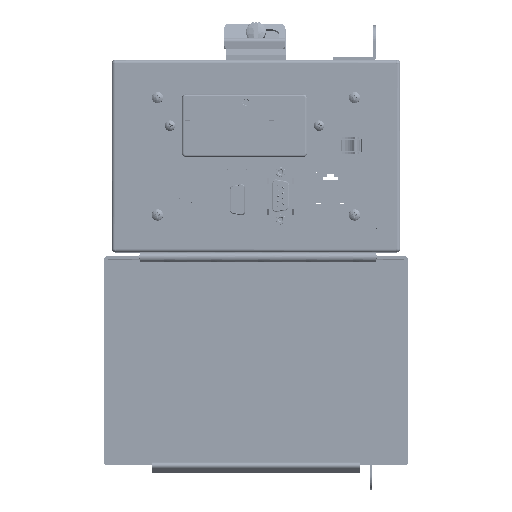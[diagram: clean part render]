
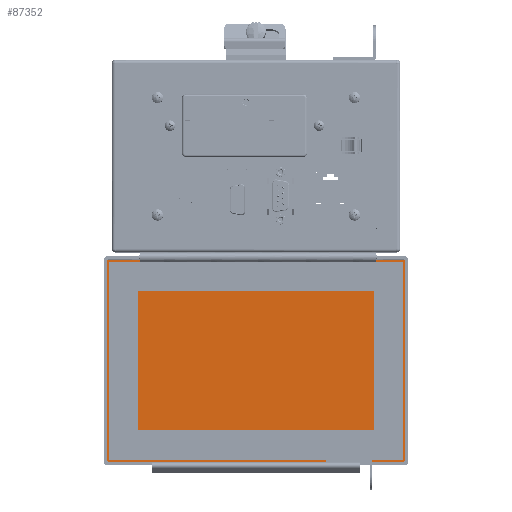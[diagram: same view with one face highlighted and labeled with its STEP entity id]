
A CAD part, top view. The second image highlights one B-rep face of the part: STEP entity #87352.
In plain terms, the highlighted planar face has unit normal (0, 0, 1).
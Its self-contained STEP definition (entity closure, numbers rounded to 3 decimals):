
#252 = VERTEX_POINT ( 'NONE', #90069 ) ;
#567 = EDGE_CURVE ( 'NONE', #183632, #257314, #259097, .T. ) ;
#4016 = CARTESIAN_POINT ( 'NONE',  ( -78.613, -160.982, 22.479 ) ) ;
#6821 = CARTESIAN_POINT ( 'NONE',  ( 0., -160.02, 22.479 ) ) ;
#9255 = ORIENTED_EDGE ( 'NONE', *, *, #52232, .T. ) ;
#13626 = ORIENTED_EDGE ( 'NONE', *, *, #120307, .T. ) ;
#14985 = VECTOR ( 'NONE', #43868, 1000. ) ;
#18199 = LINE ( 'NONE', #186907, #90642 ) ;
#22088 = LINE ( 'NONE', #212560, #83944 ) ;
#22428 = LINE ( 'NONE', #166408, #179974 ) ;
#23413 = ORIENTED_EDGE ( 'NONE', *, *, #136743, .T. ) ;
#23427 = CARTESIAN_POINT ( 'NONE',  ( 78.613, -161.29, 22.479 ) ) ;
#23456 = CARTESIAN_POINT ( 'NONE',  ( -78.359, -54.61, 22.479 ) ) ;
#24250 = CARTESIAN_POINT ( 'NONE',  ( 78.613, -54.921, 22.479 ) ) ;
#37769 = DIRECTION ( 'NONE',  ( 1., 0., 0. ) ) ;
#43868 = DIRECTION ( 'NONE',  ( -1., 0., 0. ) ) ;
#44462 = VERTEX_POINT ( 'NONE', #301675 ) ;
#46874 = CARTESIAN_POINT ( 'NONE',  ( 0., -54.61, 22.479 ) ) ;
#52232 = EDGE_CURVE ( 'NONE', #140461, #281766, #22088, .T. ) ;
#57718 = EDGE_CURVE ( 'NONE', #200112, #257849, #283511, .T. ) ;
#59195 = LINE ( 'NONE', #248143, #278287 ) ;
#59239 = VECTOR ( 'NONE', #132955, 1000. ) ;
#60735 = VECTOR ( 'NONE', #145560, 1000. ) ;
#61338 = EDGE_LOOP ( 'NONE', ( #295361, #201668, #191202, #304832, #23413, #68992, #62454, #273274, #9255, #71227, #243188, #109510, #13626, #279420, #142692, #277913 ) ) ;
#62454 = ORIENTED_EDGE ( 'NONE', *, *, #126977, .T. ) ;
#62823 = CARTESIAN_POINT ( 'NONE',  ( 0., -161.29, 22.479 ) ) ;
#64329 = CIRCLE ( 'NONE', #237438, 0.317 ) ;
#68992 = ORIENTED_EDGE ( 'NONE', *, *, #186586, .T. ) ;
#69996 = EDGE_CURVE ( 'NONE', #281766, #97641, #174022, .T. ) ;
#71227 = ORIENTED_EDGE ( 'NONE', *, *, #69996, .T. ) ;
#72809 = CARTESIAN_POINT ( 'NONE',  ( 59.944, -107.95, 22.479 ) ) ;
#76408 = VECTOR ( 'NONE', #225000, 1000. ) ;
#80154 = FACE_OUTER_BOUND ( 'NONE', #61338, .T. ) ;
#83143 = EDGE_CURVE ( 'NONE', #97641, #152374, #264804, .T. ) ;
#83944 = VECTOR ( 'NONE', #262074, 1000. ) ;
#87352 = ADVANCED_FACE ( 'NONE', ( #80154 ), #126671, .T. ) ;
#88176 = CARTESIAN_POINT ( 'NONE',  ( -78.676, -54.61, 22.479 ) ) ;
#90069 = CARTESIAN_POINT ( 'NONE',  ( -61.15, -55.88, 22.479 ) ) ;
#90642 = VECTOR ( 'NONE', #143491, 1000. ) ;
#93107 = CARTESIAN_POINT ( 'NONE',  ( 59.944, -160.02, 22.479 ) ) ;
#93246 = CIRCLE ( 'NONE', #192065, 0.317 ) ;
#93686 = EDGE_CURVE ( 'NONE', #252, #183632, #174634, .T. ) ;
#97641 = VERTEX_POINT ( 'NONE', #93107 ) ;
#100270 = DIRECTION ( 'NONE',  ( 0., 0., -1. ) ) ;
#108354 = DIRECTION ( 'NONE',  ( 0., 0., -1. ) ) ;
#109510 = ORIENTED_EDGE ( 'NONE', *, *, #140081, .T. ) ;
#118972 = DIRECTION ( 'NONE',  ( 0., 1., 0. ) ) ;
#120307 = EDGE_CURVE ( 'NONE', #197465, #200112, #265311, .T. ) ;
#120895 = VECTOR ( 'NONE', #127561, 1000. ) ;
#126671 = PLANE ( 'NONE',  #134896 ) ;
#126977 = EDGE_CURVE ( 'NONE', #295068, #210799, #93246, .T. ) ;
#127561 = DIRECTION ( 'NONE',  ( 1., 0., 0. ) ) ;
#127903 = CARTESIAN_POINT ( 'NONE',  ( 59.944, -161.29, 22.479 ) ) ;
#130577 = LINE ( 'NONE', #132097, #76408 ) ;
#131791 = AXIS2_PLACEMENT_3D ( 'NONE', #238192, #100270, #118972 ) ;
#132097 = CARTESIAN_POINT ( 'NONE',  ( -78.613, -107.95, 22.479 ) ) ;
#132955 = DIRECTION ( 'NONE',  ( 1., 0., 0. ) ) ;
#134896 = AXIS2_PLACEMENT_3D ( 'NONE', #23427, #221113, #189118 ) ;
#136743 = EDGE_CURVE ( 'NONE', #257314, #157381, #165503, .T. ) ;
#140081 = EDGE_CURVE ( 'NONE', #152374, #197465, #275061, .T. ) ;
#140461 = VERTEX_POINT ( 'NONE', #291855 ) ;
#142692 = ORIENTED_EDGE ( 'NONE', *, *, #232285, .T. ) ;
#143491 = DIRECTION ( 'NONE',  ( 1., 0., 0. ) ) ;
#144540 = CARTESIAN_POINT ( 'NONE',  ( -61.15, -54.61, 22.479 ) ) ;
#145560 = DIRECTION ( 'NONE',  ( 0., 1., 0. ) ) ;
#151383 = CARTESIAN_POINT ( 'NONE',  ( -61.15, -107.95, 22.479 ) ) ;
#152374 = VERTEX_POINT ( 'NONE', #127903 ) ;
#157381 = VERTEX_POINT ( 'NONE', #158146 ) ;
#158146 = CARTESIAN_POINT ( 'NONE',  ( -78.613, -54.921, 22.479 ) ) ;
#164748 = EDGE_CURVE ( 'NONE', #210799, #140461, #252168, .T. ) ;
#165503 = CIRCLE ( 'NONE', #170580, 0.317 ) ;
#165746 = CARTESIAN_POINT ( 'NONE',  ( 78.613, -107.95, 22.479 ) ) ;
#166408 = CARTESIAN_POINT ( 'NONE',  ( 0., -55.88, 22.479 ) ) ;
#170580 = AXIS2_PLACEMENT_3D ( 'NONE', #88176, #108354, #207483 ) ;
#174022 = LINE ( 'NONE', #6821, #120895 ) ;
#174634 = LINE ( 'NONE', #151383, #201710 ) ;
#175235 = DIRECTION ( 'NONE',  ( 0., 0., -1. ) ) ;
#179974 = VECTOR ( 'NONE', #304358, 1000. ) ;
#183632 = VERTEX_POINT ( 'NONE', #144540 ) ;
#186586 = EDGE_CURVE ( 'NONE', #157381, #295068, #130577, .T. ) ;
#186907 = CARTESIAN_POINT ( 'NONE',  ( 71.025, -54.61, 22.479 ) ) ;
#189118 = DIRECTION ( 'NONE',  ( 0., 1., 0. ) ) ;
#191202 = ORIENTED_EDGE ( 'NONE', *, *, #93686, .T. ) ;
#192065 = AXIS2_PLACEMENT_3D ( 'NONE', #248390, #294926, #37769 ) ;
#193218 = VECTOR ( 'NONE', #240037, 1000. ) ;
#197465 = VERTEX_POINT ( 'NONE', #262680 ) ;
#200112 = VERTEX_POINT ( 'NONE', #305351 ) ;
#201668 = ORIENTED_EDGE ( 'NONE', *, *, #288709, .T. ) ;
#201710 = VECTOR ( 'NONE', #245849, 1000. ) ;
#207483 = DIRECTION ( 'NONE',  ( -1., 0., 0. ) ) ;
#210799 = VERTEX_POINT ( 'NONE', #239138 ) ;
#212560 = CARTESIAN_POINT ( 'NONE',  ( 37.084, -107.95, 22.479 ) ) ;
#214461 = DIRECTION ( 'NONE',  ( 1., 0., 0. ) ) ;
#215004 = VERTEX_POINT ( 'NONE', #301363 ) ;
#218568 = EDGE_CURVE ( 'NONE', #44462, #296535, #59195, .T. ) ;
#221113 = DIRECTION ( 'NONE',  ( 0., 0., 1. ) ) ;
#224162 = CARTESIAN_POINT ( 'NONE',  ( 37.084, -160.02, 22.479 ) ) ;
#224906 = DIRECTION ( 'NONE',  ( 0., 1., 0. ) ) ;
#225000 = DIRECTION ( 'NONE',  ( 0., -1., 0. ) ) ;
#231611 = DIRECTION ( 'NONE',  ( 1., 0., 0. ) ) ;
#232285 = EDGE_CURVE ( 'NONE', #257849, #215004, #64329, .T. ) ;
#237438 = AXIS2_PLACEMENT_3D ( 'NONE', #285751, #175235, #214461 ) ;
#238192 = CARTESIAN_POINT ( 'NONE',  ( 78.69, -161.29, 22.479 ) ) ;
#239138 = CARTESIAN_POINT ( 'NONE',  ( -78.373, -161.29, 22.479 ) ) ;
#240037 = DIRECTION ( 'NONE',  ( 0., -1., 0. ) ) ;
#243188 = ORIENTED_EDGE ( 'NONE', *, *, #83143, .T. ) ;
#245849 = DIRECTION ( 'NONE',  ( 0., 1., 0. ) ) ;
#248143 = CARTESIAN_POINT ( 'NONE',  ( 63.564, -55.118, 22.479 ) ) ;
#248390 = CARTESIAN_POINT ( 'NONE',  ( -78.69, -161.29, 22.479 ) ) ;
#248568 = CARTESIAN_POINT ( 'NONE',  ( 63.564, -54.61, 22.479 ) ) ;
#250629 = CARTESIAN_POINT ( 'NONE',  ( 0., -161.29, 22.479 ) ) ;
#252168 = LINE ( 'NONE', #250629, #59239 ) ;
#257314 = VERTEX_POINT ( 'NONE', #23456 ) ;
#257849 = VERTEX_POINT ( 'NONE', #24250 ) ;
#259097 = LINE ( 'NONE', #46874, #14985 ) ;
#262074 = DIRECTION ( 'NONE',  ( 0., 1., 0. ) ) ;
#262680 = CARTESIAN_POINT ( 'NONE',  ( 78.373, -161.29, 22.479 ) ) ;
#264804 = LINE ( 'NONE', #72809, #193218 ) ;
#265311 = CIRCLE ( 'NONE', #131791, 0.317 ) ;
#273274 = ORIENTED_EDGE ( 'NONE', *, *, #164748, .T. ) ;
#275061 = LINE ( 'NONE', #62823, #280267 ) ;
#277913 = ORIENTED_EDGE ( 'NONE', *, *, #287341, .F. ) ;
#278287 = VECTOR ( 'NONE', #224906, 1000. ) ;
#279420 = ORIENTED_EDGE ( 'NONE', *, *, #57718, .T. ) ;
#280267 = VECTOR ( 'NONE', #231611, 1000. ) ;
#281766 = VERTEX_POINT ( 'NONE', #224162 ) ;
#283511 = LINE ( 'NONE', #165746, #60735 ) ;
#285751 = CARTESIAN_POINT ( 'NONE',  ( 78.677, -54.61, 22.479 ) ) ;
#287341 = EDGE_CURVE ( 'NONE', #296535, #215004, #18199, .T. ) ;
#288709 = EDGE_CURVE ( 'NONE', #44462, #252, #22428, .T. ) ;
#291855 = CARTESIAN_POINT ( 'NONE',  ( 37.084, -161.29, 22.479 ) ) ;
#294926 = DIRECTION ( 'NONE',  ( 0., 0., -1. ) ) ;
#295068 = VERTEX_POINT ( 'NONE', #4016 ) ;
#295361 = ORIENTED_EDGE ( 'NONE', *, *, #218568, .F. ) ;
#296535 = VERTEX_POINT ( 'NONE', #248568 ) ;
#301363 = CARTESIAN_POINT ( 'NONE',  ( 78.359, -54.61, 22.479 ) ) ;
#301675 = CARTESIAN_POINT ( 'NONE',  ( 63.564, -55.88, 22.479 ) ) ;
#304358 = DIRECTION ( 'NONE',  ( -1., 0., 0. ) ) ;
#304832 = ORIENTED_EDGE ( 'NONE', *, *, #567, .T. ) ;
#305351 = CARTESIAN_POINT ( 'NONE',  ( 78.613, -160.982, 22.479 ) ) ;
